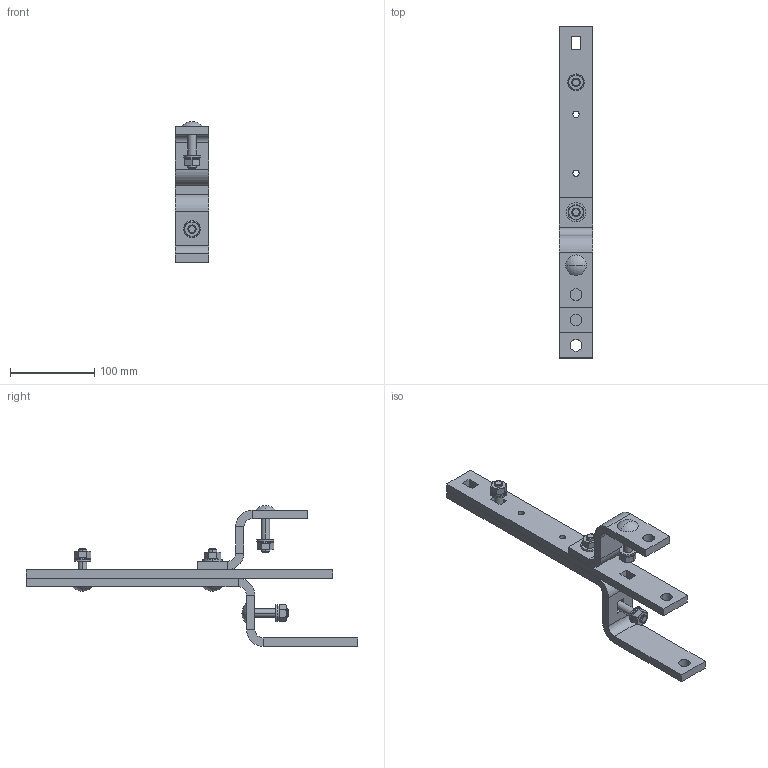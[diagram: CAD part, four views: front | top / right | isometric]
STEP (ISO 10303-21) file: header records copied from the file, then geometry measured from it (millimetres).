
FILE_DESCRIPTION(('STEP AP214'),'1');
FILE_NAME('cctmp_C50BE515-158B-4679-948A-C032F302035D_2024_05_23_13_32_23_0878..stp','2024-05-23T11:32:24',('SIEMENS A&D'),('CADClick - www.CADClick.com'),'Spatial InterOp 3D',' ','unknown authorization');
FILE_SCHEMA(('AUTOMOTIVE_DESIGN'));
Length unit declared in the file: millimetre
Products named in the file (19): cc_unnamed; 2024_05_23_13_32_23_0849; 2024_05_23_13_32_23_0813; 2024_05_23_13_32_23_0772; 2024_05_23_13_32_23_0701; 2024_05_23_13_32_23_0661; 2024_05_23_13_32_23_0620; 2024_05_23_13_32_23_0580; 2024_05_23_13_32_23_0499; 2024_05_23_13_32_23_0456; 2024_05_23_13_32_23_0417; 2024_05_23_13_32_23_0377; 2024_05_23_13_32_23_0296; 2024_05_23_13_32_23_0255; 2024_05_23_13_32_23_0215; 2024_05_23_13_32_23_0175; 2024_05_23_13_32_23_0093; 2024_05_23_13_32_23_0049; 2024_05_23_13_32_23_0018
Assembly tree (18 placements, depth 2):
  cc_unnamed
    2024_05_23_13_32_23_0849
    2024_05_23_13_32_23_0813
    2024_05_23_13_32_23_0772
    2024_05_23_13_32_23_0701
    2024_05_23_13_32_23_0661
    2024_05_23_13_32_23_0620
    2024_05_23_13_32_23_0580
    2024_05_23_13_32_23_0499
    2024_05_23_13_32_23_0456
    2024_05_23_13_32_23_0417
    2024_05_23_13_32_23_0377
    2024_05_23_13_32_23_0296
    2024_05_23_13_32_23_0255
    2024_05_23_13_32_23_0215
    2024_05_23_13_32_23_0175
    2024_05_23_13_32_23_0093
    2024_05_23_13_32_23_0049
    2024_05_23_13_32_23_0018
Bounding box: 40 x 394.5 x 167.38 mm (x, y, z)
Volume: 405507 mm3; surface area: 123884.1 mm2
Topology: 18 solids, 18 shells, 296 faces, 668 edges, 420 vertices
Faces by surface type: plane 166, cylinder 74, cone 48, sphere 8
Entity records: 11256 total; most frequent: CARTESIAN_POINT 1595, DIRECTION 1462, ORIENTED_EDGE 1336, EDGE_CURVE 668, AXIS2_PLACEMENT_3D 527, VERTEX_POINT 420, LINE 408, VECTOR 408
